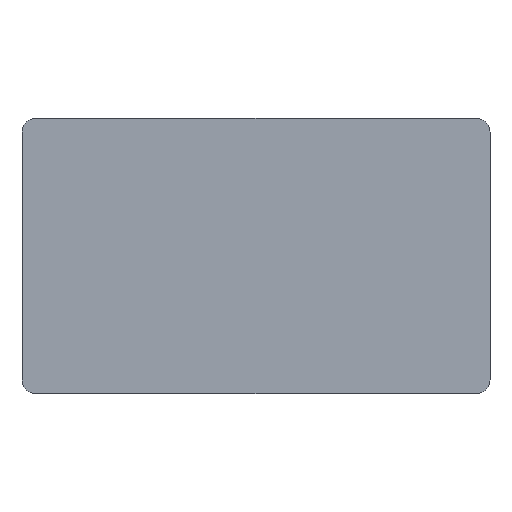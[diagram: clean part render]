
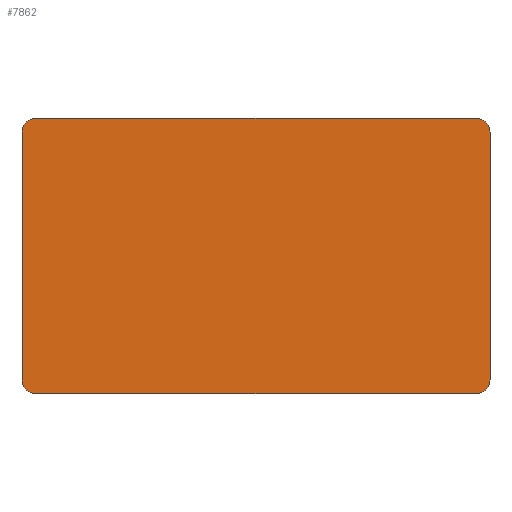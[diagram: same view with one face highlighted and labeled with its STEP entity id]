
A CAD part, front view. The second image highlights one B-rep face of the part: STEP entity #7862.
In plain terms, the highlighted planar face has unit normal (0, -1, 0).
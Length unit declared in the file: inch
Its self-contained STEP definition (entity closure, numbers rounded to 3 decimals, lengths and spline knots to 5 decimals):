
#1195 = DIRECTION ( 'NONE',  ( 0., 0., 1. ) ) ;
#1196 = DIRECTION ( 'NONE',  ( 0., 1., 0. ) ) ;
#1204 = CIRCLE ( 'NONE', #1206, 0.2 ) ;
#1206 = AXIS2_PLACEMENT_3D ( 'NONE', #1230, #1196, #1195 ) ;
#1230 = CARTESIAN_POINT ( 'NONE',  ( -3.145, 0., 1.77 ) ) ;
#1235 = CARTESIAN_POINT ( 'NONE',  ( 3.345, 0., 1.77 ) ) ;
#1238 = DIRECTION ( 'NONE',  ( 0., 0., -1. ) ) ;
#1239 = VECTOR ( 'NONE', #1238, 39.37008 ) ;
#1240 = CARTESIAN_POINT ( 'NONE',  ( 3.345, 0., 1.77 ) ) ;
#1241 = LINE ( 'NONE', #1240, #1239 ) ;
#1352 = CARTESIAN_POINT ( 'NONE',  ( 3.145, 0., 1.97 ) ) ;
#1368 = CARTESIAN_POINT ( 'NONE',  ( -3.345, 0., 1.77 ) ) ;
#1948 = CARTESIAN_POINT ( 'NONE',  ( -3.145, 0., 1.97 ) ) ;
#1953 = DIRECTION ( 'NONE',  ( 1., 0., 0. ) ) ;
#1958 = CARTESIAN_POINT ( 'NONE',  ( -3.145, 0., 1.97 ) ) ;
#1972 = LINE ( 'NONE', #1948, #1996 ) ;
#1996 = VECTOR ( 'NONE', #1953, 39.37008 ) ;
#2479 = EDGE_CURVE ( 'NONE', #4657, #4646, #8743, .T. ) ;
#2525 = VERTEX_POINT ( 'NONE', #8893 ) ;
#2681 = EDGE_CURVE ( 'NONE', #3049, #2719, #9035, .T. ) ;
#2719 = VERTEX_POINT ( 'NONE', #9244 ) ;
#2987 = EDGE_CURVE ( 'NONE', #2525, #3049, #9654, .T. ) ;
#3022 = EDGE_LOOP ( 'NONE', ( #3095, #7853, #3097, #7669, #7890, #7671, #3096, #7673 ) ) ;
#3049 = VERTEX_POINT ( 'NONE', #9770 ) ;
#3055 = EDGE_CURVE ( 'NONE', #2719, #7897, #9719, .T. ) ;
#3095 = ORIENTED_EDGE ( 'NONE', *, *, #4649, .F. ) ;
#3096 = ORIENTED_EDGE ( 'NONE', *, *, #2479, .F. ) ;
#3097 = ORIENTED_EDGE ( 'NONE', *, *, #3055, .F. ) ;
#4592 = VERTEX_POINT ( 'NONE', #1958 ) ;
#4604 = EDGE_CURVE ( 'NONE', #4592, #4657, #1972, .T. ) ;
#4643 = EDGE_CURVE ( 'NONE', #4646, #2525, #1241, .T. ) ;
#4646 = VERTEX_POINT ( 'NONE', #1235 ) ;
#4649 = EDGE_CURVE ( 'NONE', #4652, #4592, #1204, .T. ) ;
#4652 = VERTEX_POINT ( 'NONE', #1368 ) ;
#4657 = VERTEX_POINT ( 'NONE', #1352 ) ;
#5059 = DIRECTION ( 'NONE',  ( 0., 0., 1. ) ) ;
#5071 = FACE_OUTER_BOUND ( 'NONE', #3022, .T. ) ;
#5072 = DIRECTION ( 'NONE',  ( 0., 1., 0. ) ) ;
#5107 = PLANE ( 'NONE',  #5109 ) ;
#5108 = CARTESIAN_POINT ( 'NONE',  ( -3.145, 0., 1.77 ) ) ;
#5109 = AXIS2_PLACEMENT_3D ( 'NONE', #5108, #5072, #5059 ) ;
#6020 = DIRECTION ( 'NONE',  ( 0., 0., 1. ) ) ;
#6021 = VECTOR ( 'NONE', #6020, 39.37008 ) ;
#6043 = CARTESIAN_POINT ( 'NONE',  ( -3.345, 0., 1.77 ) ) ;
#6044 = LINE ( 'NONE', #6043, #6021 ) ;
#6047 = CARTESIAN_POINT ( 'NONE',  ( -3.345, 0., -1.77 ) ) ;
#7669 = ORIENTED_EDGE ( 'NONE', *, *, #2681, .F. ) ;
#7671 = ORIENTED_EDGE ( 'NONE', *, *, #4643, .F. ) ;
#7673 = ORIENTED_EDGE ( 'NONE', *, *, #4604, .F. ) ;
#7853 = ORIENTED_EDGE ( 'NONE', *, *, #7886, .F. ) ;
#7862 = ADVANCED_FACE ( 'NONE', ( #5071 ), #5107, .F. ) ;
#7886 = EDGE_CURVE ( 'NONE', #7897, #4652, #6044, .T. ) ;
#7890 = ORIENTED_EDGE ( 'NONE', *, *, #2987, .F. ) ;
#7897 = VERTEX_POINT ( 'NONE', #6047 ) ;
#8699 = DIRECTION ( 'NONE',  ( 0., 0., 1. ) ) ;
#8700 = DIRECTION ( 'NONE',  ( 0., 1., 0. ) ) ;
#8701 = CARTESIAN_POINT ( 'NONE',  ( 3.145, 0., 1.77 ) ) ;
#8739 = AXIS2_PLACEMENT_3D ( 'NONE', #8701, #8700, #8699 ) ;
#8743 = CIRCLE ( 'NONE', #8739, 0.2 ) ;
#8893 = CARTESIAN_POINT ( 'NONE',  ( 3.345, 0., -1.77 ) ) ;
#8979 = CARTESIAN_POINT ( 'NONE',  ( -3.145, 0., -1.97 ) ) ;
#9035 = LINE ( 'NONE', #8979, #9112 ) ;
#9111 = DIRECTION ( 'NONE',  ( -1., 0., 0. ) ) ;
#9112 = VECTOR ( 'NONE', #9111, 39.37008 ) ;
#9244 = CARTESIAN_POINT ( 'NONE',  ( -3.145, 0., -1.97 ) ) ;
#9649 = AXIS2_PLACEMENT_3D ( 'NONE', #9657, #9656, #9655 ) ;
#9654 = CIRCLE ( 'NONE', #9649, 0.2 ) ;
#9655 = DIRECTION ( 'NONE',  ( 0., 0., 1. ) ) ;
#9656 = DIRECTION ( 'NONE',  ( 0., 1., 0. ) ) ;
#9657 = CARTESIAN_POINT ( 'NONE',  ( 3.145, 0., -1.77 ) ) ;
#9713 = DIRECTION ( 'NONE',  ( 0., 0., 1. ) ) ;
#9714 = DIRECTION ( 'NONE',  ( 0., 1., 0. ) ) ;
#9715 = CARTESIAN_POINT ( 'NONE',  ( -3.145, 0., -1.77 ) ) ;
#9716 = AXIS2_PLACEMENT_3D ( 'NONE', #9715, #9714, #9713 ) ;
#9719 = CIRCLE ( 'NONE', #9716, 0.2 ) ;
#9770 = CARTESIAN_POINT ( 'NONE',  ( 3.145, 0., -1.97 ) ) ;
